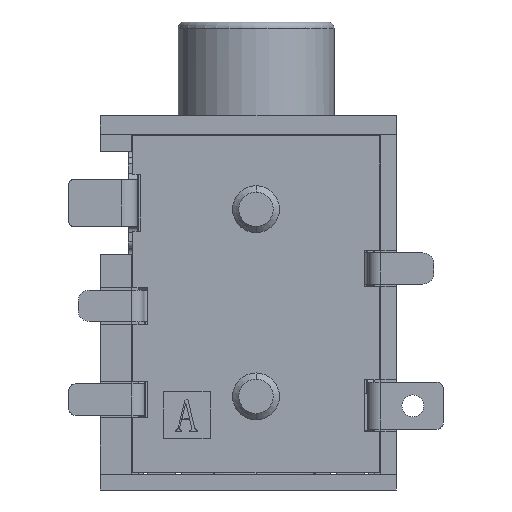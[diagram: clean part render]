
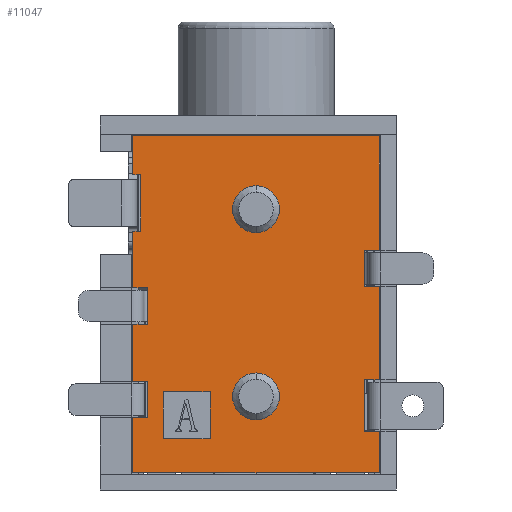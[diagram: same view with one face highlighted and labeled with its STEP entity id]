
A CAD part, front view. The second image highlights one B-rep face of the part: STEP entity #11047.
In plain terms, the highlighted planar face has unit normal (0, -1, 0).
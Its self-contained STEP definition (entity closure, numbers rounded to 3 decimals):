
#531=DIRECTION('',(-1.,0.,0.));
#532=VECTOR('',#531,7.9);
#533=CARTESIAN_POINT('',(3.95,-2.4,-14.45));
#534=LINE('',#533,#532);
#579=DIRECTION('',(1.,0.,0.));
#580=VECTOR('',#579,1.5);
#581=CARTESIAN_POINT('',(-2.97,-2.4,-11.85));
#582=LINE('',#581,#580);
#583=DIRECTION('',(0.,0.,1.));
#584=VECTOR('',#583,1.5);
#585=CARTESIAN_POINT('',(-2.97,-2.4,-13.35));
#586=LINE('',#585,#584);
#587=DIRECTION('',(-1.,0.,0.));
#588=VECTOR('',#587,1.5);
#589=CARTESIAN_POINT('',(-1.47,-2.4,-13.35));
#590=LINE('',#589,#588);
#591=DIRECTION('',(0.,0.,-1.));
#592=VECTOR('',#591,1.5);
#593=CARTESIAN_POINT('',(-1.47,-2.4,-11.85));
#594=LINE('',#593,#592);
#595=CARTESIAN_POINT('',(0.,-2.4,-12.));
#596=DIRECTION('',(0.,1.,0.));
#597=DIRECTION('',(0.,0.,-1.));
#598=AXIS2_PLACEMENT_3D('',#595,#596,#597);
#600=CARTESIAN_POINT('',(0.,-2.4,-12.));
#601=DIRECTION('',(0.,1.,0.));
#602=DIRECTION('',(0.,0.,1.));
#603=AXIS2_PLACEMENT_3D('',#600,#601,#602);
#605=DIRECTION('',(0.,0.,1.));
#606=VECTOR('',#605,1.32);
#607=CARTESIAN_POINT('',(3.95,-2.4,-14.45));
#608=LINE('',#607,#606);
#609=DIRECTION('',(0.,0.,-1.));
#610=VECTOR('',#609,1.77);
#611=CARTESIAN_POINT('',(-3.95,-2.4,-12.68));
#612=LINE('',#611,#610);
#613=DIRECTION('',(-1.,0.,0.));
#614=VECTOR('',#613,0.475);
#615=CARTESIAN_POINT('',(-3.475,-2.4,-12.68));
#616=LINE('',#615,#614);
#617=DIRECTION('',(0.,0.,-1.));
#618=VECTOR('',#617,1.16);
#619=CARTESIAN_POINT('',(-3.475,-2.4,-11.52));
#620=LINE('',#619,#618);
#621=DIRECTION('',(0.,0.,-1.));
#622=VECTOR('',#621,1.84);
#623=CARTESIAN_POINT('',(-3.95,-2.4,-9.68));
#624=LINE('',#623,#622);
#625=DIRECTION('',(-1.,0.,0.));
#626=VECTOR('',#625,0.475);
#627=CARTESIAN_POINT('',(-3.475,-2.4,-9.68));
#628=LINE('',#627,#626);
#629=DIRECTION('',(0.,0.,-1.));
#630=VECTOR('',#629,1.16);
#631=CARTESIAN_POINT('',(-3.475,-2.4,-8.52));
#632=LINE('',#631,#630);
#633=DIRECTION('',(0.,0.,-1.));
#634=VECTOR('',#633,1.82);
#635=CARTESIAN_POINT('',(-3.95,-2.4,-6.7));
#636=LINE('',#635,#634);
#637=DIRECTION('',(-1.,0.,0.));
#638=VECTOR('',#637,0.25);
#639=CARTESIAN_POINT('',(-3.7,-2.4,-6.7));
#640=LINE('',#639,#638);
#641=DIRECTION('',(0.,0.,-1.));
#642=VECTOR('',#641,1.8);
#643=CARTESIAN_POINT('',(-3.7,-2.4,-4.9));
#644=LINE('',#643,#642);
#645=DIRECTION('',(0.,0.,-1.));
#646=VECTOR('',#645,1.25);
#647=CARTESIAN_POINT('',(-3.95,-2.4,-3.65));
#648=LINE('',#647,#646);
#649=DIRECTION('',(-1.,0.,0.));
#650=VECTOR('',#649,7.9);
#651=CARTESIAN_POINT('',(3.95,-2.4,-3.65));
#652=LINE('',#651,#650);
#653=DIRECTION('',(0.,0.,1.));
#654=VECTOR('',#653,3.67);
#655=CARTESIAN_POINT('',(3.95,-2.4,-7.32));
#656=LINE('',#655,#654);
#657=DIRECTION('',(1.,0.,0.));
#658=VECTOR('',#657,0.475);
#659=CARTESIAN_POINT('',(3.475,-2.4,-7.32));
#660=LINE('',#659,#658);
#661=DIRECTION('',(0.,0.,1.));
#662=VECTOR('',#661,1.16);
#663=CARTESIAN_POINT('',(3.475,-2.4,-8.48));
#664=LINE('',#663,#662);
#665=DIRECTION('',(0.,0.,1.));
#666=VECTOR('',#665,2.99);
#667=CARTESIAN_POINT('',(3.95,-2.4,-11.47));
#668=LINE('',#667,#666);
#669=DIRECTION('',(1.,0.,0.));
#670=VECTOR('',#669,0.475);
#671=CARTESIAN_POINT('',(3.475,-2.4,-11.47));
#672=LINE('',#671,#670);
#673=DIRECTION('',(0.,0.,1.));
#674=VECTOR('',#673,1.66);
#675=CARTESIAN_POINT('',(3.475,-2.4,-13.13));
#676=LINE('',#675,#674);
#677=CARTESIAN_POINT('',(0.,-2.4,-6.));
#678=DIRECTION('',(0.,1.,0.));
#679=DIRECTION('',(0.,0.,-1.));
#680=AXIS2_PLACEMENT_3D('',#677,#678,#679);
#682=CARTESIAN_POINT('',(0.,-2.4,-6.));
#683=DIRECTION('',(0.,1.,0.));
#684=DIRECTION('',(0.,0.,1.));
#685=AXIS2_PLACEMENT_3D('',#682,#683,#684);
#1191=DIRECTION('',(-1.,0.,0.));
#1192=VECTOR('',#1191,0.475);
#1193=CARTESIAN_POINT('',(-3.475,-2.4,-11.52));
#1194=LINE('',#1193,#1192);
#3234=DIRECTION('',(1.,0.,0.));
#3235=VECTOR('',#3234,0.475);
#3236=CARTESIAN_POINT('',(3.475,-2.4,-8.48));
#3237=LINE('',#3236,#3235);
#3774=DIRECTION('',(1.,0.,0.));
#3775=VECTOR('',#3774,0.475);
#3776=CARTESIAN_POINT('',(3.475,-2.4,-13.13));
#3777=LINE('',#3776,#3775);
#7466=DIRECTION('',(-1.,0.,0.));
#7467=VECTOR('',#7466,0.25);
#7468=CARTESIAN_POINT('',(-3.7,-2.4,-4.9));
#7469=LINE('',#7468,#7467);
#7494=DIRECTION('',(-1.,0.,0.));
#7495=VECTOR('',#7494,0.475);
#7496=CARTESIAN_POINT('',(-3.475,-2.4,-8.52));
#7497=LINE('',#7496,#7495);
#8921=CARTESIAN_POINT('',(-2.97,-2.4,-11.85));
#8922=CARTESIAN_POINT('',(-1.47,-2.4,-11.85));
#8923=VERTEX_POINT('',#8921);
#8924=VERTEX_POINT('',#8922);
#8925=CARTESIAN_POINT('',(-1.47,-2.4,-13.35));
#8926=VERTEX_POINT('',#8925);
#8927=CARTESIAN_POINT('',(-2.97,-2.4,-13.35));
#8928=VERTEX_POINT('',#8927);
#8929=CARTESIAN_POINT('',(3.95,-2.4,-14.45));
#8930=CARTESIAN_POINT('',(3.95,-2.4,-13.13));
#8931=VERTEX_POINT('',#8929);
#8932=VERTEX_POINT('',#8930);
#8933=CARTESIAN_POINT('',(3.475,-2.4,-13.13));
#8934=VERTEX_POINT('',#8933);
#8935=CARTESIAN_POINT('',(3.475,-2.4,-11.47));
#8936=VERTEX_POINT('',#8935);
#8937=CARTESIAN_POINT('',(3.95,-2.4,-11.47));
#8938=VERTEX_POINT('',#8937);
#8939=CARTESIAN_POINT('',(3.95,-2.4,-8.48));
#8940=VERTEX_POINT('',#8939);
#8941=CARTESIAN_POINT('',(3.475,-2.4,-8.48));
#8942=VERTEX_POINT('',#8941);
#8943=CARTESIAN_POINT('',(3.475,-2.4,-7.32));
#8944=VERTEX_POINT('',#8943);
#8945=CARTESIAN_POINT('',(3.95,-2.4,-7.32));
#8946=VERTEX_POINT('',#8945);
#8947=CARTESIAN_POINT('',(3.95,-2.4,-3.65));
#8948=VERTEX_POINT('',#8947);
#8949=CARTESIAN_POINT('',(-3.95,-2.4,-3.65));
#8950=VERTEX_POINT('',#8949);
#8951=CARTESIAN_POINT('',(-3.95,-2.4,-4.9));
#8952=VERTEX_POINT('',#8951);
#8953=CARTESIAN_POINT('',(-3.7,-2.4,-4.9));
#8954=VERTEX_POINT('',#8953);
#8955=CARTESIAN_POINT('',(-3.7,-2.4,-6.7));
#8956=VERTEX_POINT('',#8955);
#8957=CARTESIAN_POINT('',(-3.95,-2.4,-6.7));
#8958=VERTEX_POINT('',#8957);
#8959=CARTESIAN_POINT('',(-3.95,-2.4,-8.52));
#8960=VERTEX_POINT('',#8959);
#8961=CARTESIAN_POINT('',(-3.475,-2.4,-8.52));
#8962=VERTEX_POINT('',#8961);
#8963=CARTESIAN_POINT('',(-3.475,-2.4,-9.68));
#8964=VERTEX_POINT('',#8963);
#8965=CARTESIAN_POINT('',(-3.95,-2.4,-9.68));
#8966=VERTEX_POINT('',#8965);
#8967=CARTESIAN_POINT('',(-3.95,-2.4,-11.52));
#8968=VERTEX_POINT('',#8967);
#8969=CARTESIAN_POINT('',(-3.475,-2.4,-11.52));
#8970=VERTEX_POINT('',#8969);
#8971=CARTESIAN_POINT('',(-3.475,-2.4,-12.68));
#8972=VERTEX_POINT('',#8971);
#8973=CARTESIAN_POINT('',(-3.95,-2.4,-12.68));
#8974=VERTEX_POINT('',#8973);
#8975=CARTESIAN_POINT('',(-3.95,-2.4,-14.45));
#8976=VERTEX_POINT('',#8975);
#9965=CARTESIAN_POINT('',(0.,-2.4,-5.25));
#9967=VERTEX_POINT('',#9965);
#9969=CARTESIAN_POINT('',(0.,-2.4,-6.75));
#9971=VERTEX_POINT('',#9969);
#9977=CARTESIAN_POINT('',(0.,-2.4,-11.25));
#9979=VERTEX_POINT('',#9977);
#9981=CARTESIAN_POINT('',(0.,-2.4,-12.75));
#9983=VERTEX_POINT('',#9981);
#10972=CARTESIAN_POINT('',(0.,-2.4,-8.05));
#10973=DIRECTION('',(0.,-1.,0.));
#10974=DIRECTION('',(0.,0.,-1.));
#10975=AXIS2_PLACEMENT_3D('',#10972,#10973,#10974);
#10976=PLANE('',#10975);
#10977=ORIENTED_EDGE('',*,*,#10965,.F.);
#10978=ORIENTED_EDGE('',*,*,#10912,.T.);
#10980=ORIENTED_EDGE('',*,*,#10979,.F.);
#10982=ORIENTED_EDGE('',*,*,#10981,.F.);
#10984=ORIENTED_EDGE('',*,*,#10983,.F.);
#10986=ORIENTED_EDGE('',*,*,#10985,.T.);
#10988=ORIENTED_EDGE('',*,*,#10987,.F.);
#10990=ORIENTED_EDGE('',*,*,#10989,.F.);
#10992=ORIENTED_EDGE('',*,*,#10991,.F.);
#10994=ORIENTED_EDGE('',*,*,#10993,.T.);
#10996=ORIENTED_EDGE('',*,*,#10995,.F.);
#10998=ORIENTED_EDGE('',*,*,#10997,.F.);
#11000=ORIENTED_EDGE('',*,*,#10999,.F.);
#11002=ORIENTED_EDGE('',*,*,#11001,.T.);
#11004=ORIENTED_EDGE('',*,*,#11003,.F.);
#11006=ORIENTED_EDGE('',*,*,#11005,.F.);
#11008=ORIENTED_EDGE('',*,*,#11007,.F.);
#11010=ORIENTED_EDGE('',*,*,#11009,.F.);
#11012=ORIENTED_EDGE('',*,*,#11011,.F.);
#11014=ORIENTED_EDGE('',*,*,#11013,.T.);
#11016=ORIENTED_EDGE('',*,*,#11015,.F.);
#11018=ORIENTED_EDGE('',*,*,#11017,.F.);
#11020=ORIENTED_EDGE('',*,*,#11019,.F.);
#11022=ORIENTED_EDGE('',*,*,#11021,.T.);
#11023=EDGE_LOOP('',(#10977,#10978,#10980,#10982,#10984,#10986,#10988,#10990,
#10992,#10994,#10996,#10998,#11000,#11002,#11004,#11006,#11008,#11010,#11012,
#11014,#11016,#11018,#11020,#11022));
#11024=FACE_OUTER_BOUND('',#11023,.F.);
#11026=ORIENTED_EDGE('',*,*,#11025,.F.);
#11028=ORIENTED_EDGE('',*,*,#11027,.F.);
#11029=EDGE_LOOP('',(#11026,#11028));
#11030=FACE_BOUND('',#11029,.F.);
#11032=ORIENTED_EDGE('',*,*,#11031,.F.);
#11034=ORIENTED_EDGE('',*,*,#11033,.F.);
#11036=ORIENTED_EDGE('',*,*,#11035,.F.);
#11038=ORIENTED_EDGE('',*,*,#11037,.F.);
#11039=EDGE_LOOP('',(#11032,#11034,#11036,#11038));
#11040=FACE_BOUND('',#11039,.F.);
#11042=ORIENTED_EDGE('',*,*,#11041,.F.);
#11044=ORIENTED_EDGE('',*,*,#11043,.F.);
#11045=EDGE_LOOP('',(#11042,#11044));
#11046=FACE_BOUND('',#11045,.F.);
#599=CIRCLE('',#598,0.75);
#604=CIRCLE('',#603,0.75);
#681=CIRCLE('',#680,0.75);
#686=CIRCLE('',#685,0.75);
#10912=EDGE_CURVE('',#8931,#8976,#534,.T.);
#10965=EDGE_CURVE('',#8931,#8932,#608,.T.);
#10979=EDGE_CURVE('',#8974,#8976,#612,.T.);
#10981=EDGE_CURVE('',#8972,#8974,#616,.T.);
#10983=EDGE_CURVE('',#8970,#8972,#620,.T.);
#10985=EDGE_CURVE('',#8970,#8968,#1194,.T.);
#10987=EDGE_CURVE('',#8966,#8968,#624,.T.);
#10989=EDGE_CURVE('',#8964,#8966,#628,.T.);
#10991=EDGE_CURVE('',#8962,#8964,#632,.T.);
#10993=EDGE_CURVE('',#8962,#8960,#7497,.T.);
#10995=EDGE_CURVE('',#8958,#8960,#636,.T.);
#10997=EDGE_CURVE('',#8956,#8958,#640,.T.);
#10999=EDGE_CURVE('',#8954,#8956,#644,.T.);
#11001=EDGE_CURVE('',#8954,#8952,#7469,.T.);
#11003=EDGE_CURVE('',#8950,#8952,#648,.T.);
#11005=EDGE_CURVE('',#8948,#8950,#652,.T.);
#11007=EDGE_CURVE('',#8946,#8948,#656,.T.);
#11009=EDGE_CURVE('',#8944,#8946,#660,.T.);
#11011=EDGE_CURVE('',#8942,#8944,#664,.T.);
#11013=EDGE_CURVE('',#8942,#8940,#3237,.T.);
#11015=EDGE_CURVE('',#8938,#8940,#668,.T.);
#11017=EDGE_CURVE('',#8936,#8938,#672,.T.);
#11019=EDGE_CURVE('',#8934,#8936,#676,.T.);
#11021=EDGE_CURVE('',#8934,#8932,#3777,.T.);
#11025=EDGE_CURVE('',#9983,#9979,#599,.T.);
#11027=EDGE_CURVE('',#9979,#9983,#604,.T.);
#11031=EDGE_CURVE('',#8923,#8924,#582,.T.);
#11033=EDGE_CURVE('',#8928,#8923,#586,.T.);
#11035=EDGE_CURVE('',#8926,#8928,#590,.T.);
#11037=EDGE_CURVE('',#8924,#8926,#594,.T.);
#11041=EDGE_CURVE('',#9971,#9967,#681,.T.);
#11043=EDGE_CURVE('',#9967,#9971,#686,.T.);
#11047=ADVANCED_FACE('',(#11024,#11030,#11040,#11046),#10976,.T.);
